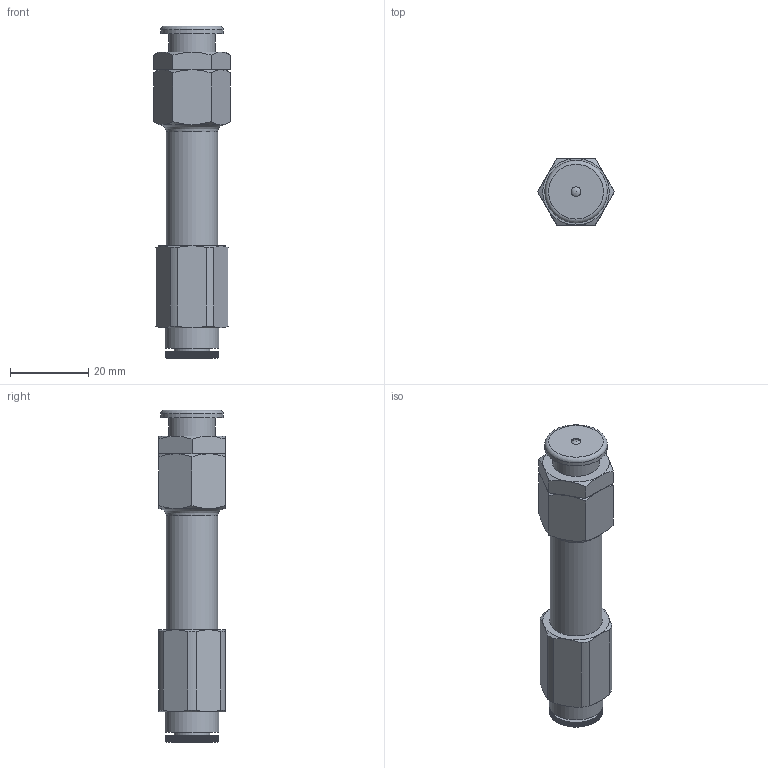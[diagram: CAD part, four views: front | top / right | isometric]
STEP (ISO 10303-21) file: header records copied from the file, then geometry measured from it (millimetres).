
FILE_DESCRIPTION((''),'2;1');
FILE_NAME('anbni01b.stp','2007-01-30T12:48:33',('ScheitB'),(''),'Autodesk Inventor 10','Autodesk Inventor 10','');
FILE_SCHEMA(('AUTOMOTIVE_DESIGN { 1 0 10303 214 1 1 1 1 }'));
Length unit declared in the file: millimetre
Products named in the file (4): anbni01b; Flachschmiernippel_G1_4; angea10; anver01d_45er_Verlängerung
Assembly tree (3 placements, depth 2):
  anbni01b
    Flachschmiernippel_G1_4
    angea10
    anver01d_45er_Verlängerung
Bounding box: 19.63 x 17 x 84.9 mm (x, y, z)
Volume: 13675.3 mm3; surface area: 8443.8 mm2
Topology: 3 solids, 3 shells, 693 faces, 1997 edges, 1317 vertices
Faces by surface type: plane 431, cylinder 214, cone 35, bspline 10, torus 2, sphere 1
Full cylindrical faces by diameter (mm): 2.5 x1, 6 x1, 9.2 x1, 12 x1, 13.157 x1, 13.16 x1, 13.8 x1, 16 x1
Entity records: 22303 total; most frequent: CARTESIAN_POINT 5095, ORIENTED_EDGE 3932, DIRECTION 3362, EDGE_CURVE 1966, VERTEX_POINT 1312, AXIS2_PLACEMENT_3D 1166, VECTOR 1030, LINE 1030
